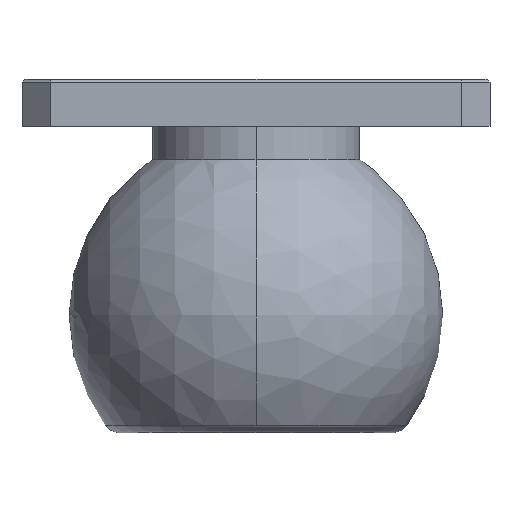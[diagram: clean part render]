
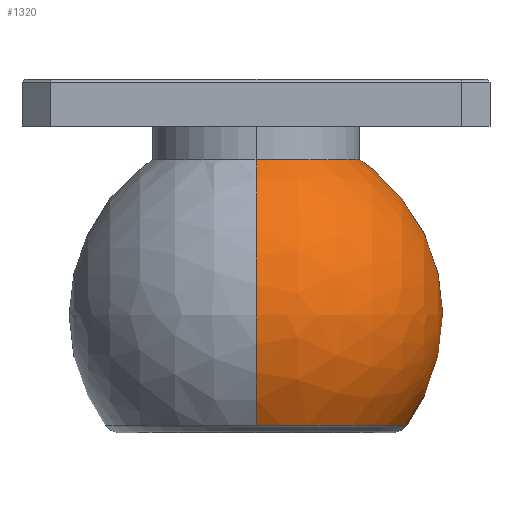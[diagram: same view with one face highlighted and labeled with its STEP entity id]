
A CAD part, front view. The second image highlights one B-rep face of the part: STEP entity #1320.
In plain terms, the highlighted spherical face has radius 12.573 mm.
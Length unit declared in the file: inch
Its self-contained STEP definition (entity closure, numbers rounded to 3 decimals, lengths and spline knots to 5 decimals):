
#4 = DIRECTION ( 'NONE',  ( 1., 0., 0. ) ) ;
#27 = DIRECTION ( 'NONE',  ( 0., 0., 1. ) ) ;
#75 = DIRECTION ( 'NONE',  ( -1., 0., 0. ) ) ;
#94 = CARTESIAN_POINT ( 'NONE',  ( 0., -0.47529, -0.85449 ) ) ;
#97 = CARTESIAN_POINT ( 'NONE',  ( 0., -0.875, -0.85449 ) ) ;
#101 = CIRCLE ( 'NONE', #1279, 0.39971 ) ;
#118 = CARTESIAN_POINT ( 'NONE',  ( 0., -0.6, -0.15092 ) ) ;
#128 = EDGE_CURVE ( 'NONE', #684, #736, #201, .T. ) ;
#140 = CARTESIAN_POINT ( 'NONE',  ( 0., -1.27471, -0.85449 ) ) ;
#178 = DIRECTION ( 'NONE',  ( 0., 0., 1. ) ) ;
#194 = VERTEX_POINT ( 'NONE', #140 ) ;
#199 = CIRCLE ( 'NONE', #686, 0.275 ) ;
#201 = CIRCLE ( 'NONE', #474, 0.495 ) ;
#233 = VERTEX_POINT ( 'NONE', #1038 ) ;
#237 = EDGE_CURVE ( 'NONE', #194, #713, #859, .T. ) ;
#260 = DIRECTION ( 'NONE',  ( 1., 0., 0. ) ) ;
#281 = DIRECTION ( 'NONE',  ( 1., 0., 0. ) ) ;
#283 = DIRECTION ( 'NONE',  ( 0., 1., 0. ) ) ;
#381 = EDGE_CURVE ( 'NONE', #194, #233, #511, .T. ) ;
#462 = DIRECTION ( 'NONE',  ( 1., 0., 0. ) ) ;
#474 = AXIS2_PLACEMENT_3D ( 'NONE', #1200, #260, #283 ) ;
#511 = CIRCLE ( 'NONE', #1014, 0.39971 ) ;
#563 = CARTESIAN_POINT ( 'NONE',  ( 0., -0.875, -0.85449 ) ) ;
#606 = EDGE_CURVE ( 'NONE', #233, #684, #101, .T. ) ;
#650 = EDGE_LOOP ( 'NONE', ( #726, #1105, #671, #1149, #1299 ) ) ;
#658 = DIRECTION ( 'NONE',  ( 0., -1., 0. ) ) ;
#671 = ORIENTED_EDGE ( 'NONE', *, *, #128, .T. ) ;
#684 = VERTEX_POINT ( 'NONE', #94 ) ;
#686 = AXIS2_PLACEMENT_3D ( 'NONE', #1062, #27, #658 ) ;
#713 = VERTEX_POINT ( 'NONE', #1120 ) ;
#726 = ORIENTED_EDGE ( 'NONE', *, *, #381, .T. ) ;
#736 = VERTEX_POINT ( 'NONE', #118 ) ;
#791 = SPHERICAL_SURFACE ( 'NONE', #1054, 0.495 ) ;
#859 = CIRCLE ( 'NONE', #1059, 0.495 ) ;
#898 = FACE_OUTER_BOUND ( 'NONE', #650, .T. ) ;
#976 = DIRECTION ( 'NONE',  ( 0., 0., 1. ) ) ;
#1014 = AXIS2_PLACEMENT_3D ( 'NONE', #97, #1267, #4 ) ;
#1038 = CARTESIAN_POINT ( 'NONE',  ( 0.39971, -0.875, -0.85449 ) ) ;
#1054 = AXIS2_PLACEMENT_3D ( 'NONE', #1084, #281, #1114 ) ;
#1059 = AXIS2_PLACEMENT_3D ( 'NONE', #1138, #75, #178 ) ;
#1062 = CARTESIAN_POINT ( 'NONE',  ( 0., -0.875, -0.15092 ) ) ;
#1084 = CARTESIAN_POINT ( 'NONE',  ( 0., -0.875, -0.5625 ) ) ;
#1105 = ORIENTED_EDGE ( 'NONE', *, *, #606, .T. ) ;
#1114 = DIRECTION ( 'NONE',  ( 0., -1., 0. ) ) ;
#1120 = CARTESIAN_POINT ( 'NONE',  ( 0., -1.15, -0.15092 ) ) ;
#1138 = CARTESIAN_POINT ( 'NONE',  ( 0., -0.875, -0.5625 ) ) ;
#1142 = EDGE_CURVE ( 'NONE', #713, #736, #199, .T. ) ;
#1149 = ORIENTED_EDGE ( 'NONE', *, *, #1142, .F. ) ;
#1200 = CARTESIAN_POINT ( 'NONE',  ( 0., -0.875, -0.5625 ) ) ;
#1267 = DIRECTION ( 'NONE',  ( 0., 0., 1. ) ) ;
#1279 = AXIS2_PLACEMENT_3D ( 'NONE', #563, #976, #462 ) ;
#1299 = ORIENTED_EDGE ( 'NONE', *, *, #237, .F. ) ;
#1320 = ADVANCED_FACE ( 'NONE', ( #898 ), #791, .T. ) ;
